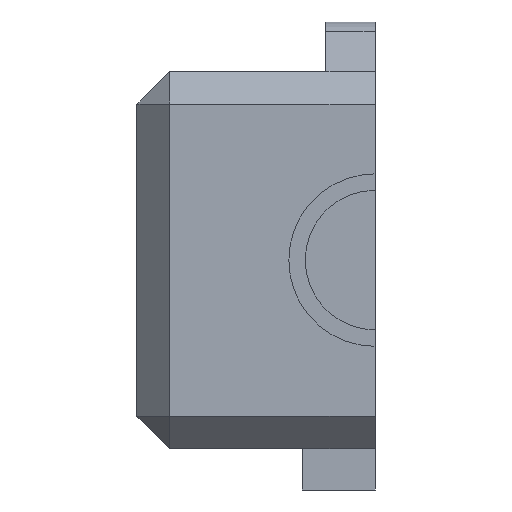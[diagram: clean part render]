
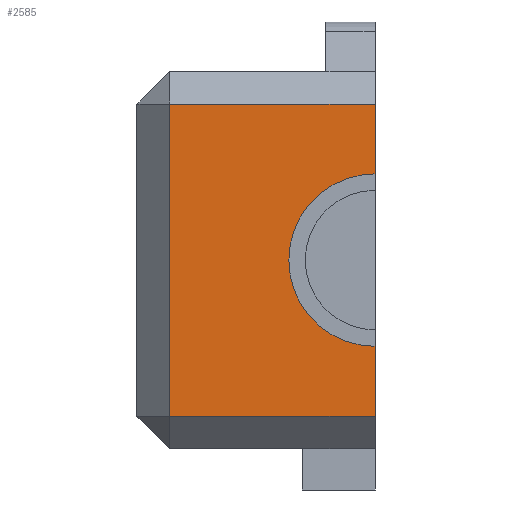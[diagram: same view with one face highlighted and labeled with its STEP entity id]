
A CAD part, front view. The second image highlights one B-rep face of the part: STEP entity #2585.
In plain terms, the highlighted planar face has unit normal (0, -1, 0).
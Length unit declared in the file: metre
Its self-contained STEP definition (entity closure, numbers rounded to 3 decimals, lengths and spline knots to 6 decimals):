
#48=CIRCLE('',#2758,0.00525);
#372=ORIENTED_EDGE('',*,*,#1069,.T.);
#373=ORIENTED_EDGE('',*,*,#1070,.T.);
#374=ORIENTED_EDGE('',*,*,#946,.F.);
#375=ORIENTED_EDGE('',*,*,#1071,.F.);
#376=ORIENTED_EDGE('',*,*,#965,.F.);
#377=ORIENTED_EDGE('',*,*,#1072,.T.);
#946=EDGE_CURVE('',#1302,#1303,#1559,.T.);
#965=EDGE_CURVE('',#1318,#1319,#1576,.T.);
#1069=EDGE_CURVE('',#1396,#1397,#1673,.T.);
#1070=EDGE_CURVE('',#1397,#1303,#1674,.T.);
#1071=EDGE_CURVE('',#1319,#1302,#48,.T.);
#1072=EDGE_CURVE('',#1318,#1396,#1675,.T.);
#1302=VERTEX_POINT('',#3822);
#1303=VERTEX_POINT('',#3824);
#1318=VERTEX_POINT('',#3860);
#1319=VERTEX_POINT('',#3862);
#1396=VERTEX_POINT('',#4062);
#1397=VERTEX_POINT('',#4063);
#1559=LINE('',#3823,#1895);
#1576=LINE('',#3861,#1912);
#1673=LINE('',#4061,#2009);
#1674=LINE('',#4064,#2010);
#1675=LINE('',#4066,#2011);
#1895=VECTOR('',#3052,1.);
#1912=VECTOR('',#3079,1.);
#2009=VECTOR('',#3228,1.);
#2010=VECTOR('',#3229,1.);
#2011=VECTOR('',#3232,1.);
#2160=EDGE_LOOP('',(#372,#373,#374,#375,#376,#377));
#2311=FACE_BOUND('',#2160,.T.);
#2457=PLANE('',#2757);
#2585=ADVANCED_FACE('',(#2311),#2457,.T.);
#2757=AXIS2_PLACEMENT_3D('',#4060,#3226,#3227);
#2758=AXIS2_PLACEMENT_3D('',#4065,#3230,#3231);
#3052=DIRECTION('',(0.,0.,-1.));
#3079=DIRECTION('',(0.,0.,-1.));
#3226=DIRECTION('',(0.,-1.,0.));
#3227=DIRECTION('',(1.,0.,0.));
#3228=DIRECTION('',(0.,0.,-1.));
#3229=DIRECTION('',(1.,0.,0.));
#3230=DIRECTION('',(0.,-1.,0.));
#3231=DIRECTION('',(0.,0.,-1.));
#3232=DIRECTION('',(-1.,0.,0.));
#3822=CARTESIAN_POINT('',(0.0105,-0.02,0.00225));
#3823=CARTESIAN_POINT('',(0.0105,-0.02,-0.002));
#3824=CARTESIAN_POINT('',(0.0105,-0.02,-0.002));
#3860=CARTESIAN_POINT('',(0.0105,-0.02,0.017));
#3861=CARTESIAN_POINT('',(0.0105,-0.02,-0.002));
#3862=CARTESIAN_POINT('',(0.0105,-0.02,0.01275));
#4060=CARTESIAN_POINT('',(0.00325,-0.02,0.0075));
#4061=CARTESIAN_POINT('',(-0.002,-0.02,0.0075));
#4062=CARTESIAN_POINT('',(-0.002,-0.02,0.017));
#4063=CARTESIAN_POINT('',(-0.002,-0.02,-0.002));
#4064=CARTESIAN_POINT('',(0.0105,-0.02,-0.002));
#4065=CARTESIAN_POINT('',(0.0105,-0.02,0.0075));
#4066=CARTESIAN_POINT('',(0.00325,-0.02,0.017));
